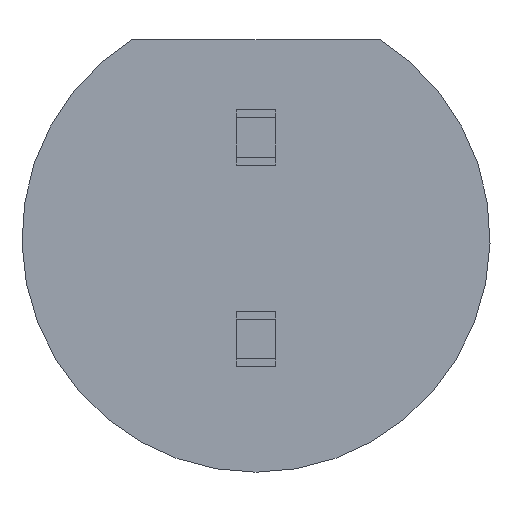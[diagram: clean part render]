
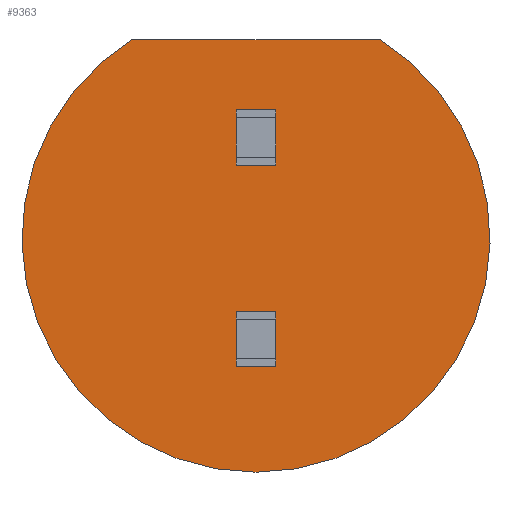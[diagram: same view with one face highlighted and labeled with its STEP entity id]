
A CAD part, front view. The second image highlights one B-rep face of the part: STEP entity #9363.
In plain terms, the highlighted planar face has unit normal (0, -1, 0).
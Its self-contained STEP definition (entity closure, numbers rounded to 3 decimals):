
#8530 = VERTEX_POINT ( 'NONE', #17252 ) ;
#8590 = EDGE_CURVE ( 'NONE', #8530, #8601, #17428, .T. ) ;
#8601 = VERTEX_POINT ( 'NONE', #17484 ) ;
#8925 = VERTEX_POINT ( 'NONE', #18529 ) ;
#8927 = EDGE_CURVE ( 'NONE', #8925, #8928, #18584, .T. ) ;
#8928 = VERTEX_POINT ( 'NONE', #18580 ) ;
#9245 = ORIENTED_EDGE ( 'NONE', *, *, #9430, .T. ) ;
#9247 = VERTEX_POINT ( 'NONE', #19525 ) ;
#9252 = VERTEX_POINT ( 'NONE', #19523 ) ;
#9355 = EDGE_LOOP ( 'NONE', ( #9356, #9359, #9360 ) ) ;
#9356 = ORIENTED_EDGE ( 'NONE', *, *, #9357, .F. ) ;
#9357 = EDGE_CURVE ( 'NONE', #8530, #9358, #19804, .T. ) ;
#9358 = VERTEX_POINT ( 'NONE', #19800 ) ;
#9359 = ORIENTED_EDGE ( 'NONE', *, *, #8590, .T. ) ;
#9360 = ORIENTED_EDGE ( 'NONE', *, *, #9361, .T. ) ;
#9361 = EDGE_CURVE ( 'NONE', #8601, #9358, #19798, .T. ) ;
#9363 = ADVANCED_FACE ( 'NONE', ( #19799, #19793, #19792 ), #19836, .T. ) ;
#9364 = EDGE_LOOP ( 'NONE', ( #9365, #9368, #9371, #9373 ) ) ;
#9365 = ORIENTED_EDGE ( 'NONE', *, *, #9366, .T. ) ;
#9366 = EDGE_CURVE ( 'NONE', #8925, #9367, #19831, .T. ) ;
#9367 = VERTEX_POINT ( 'NONE', #19827 ) ;
#9368 = ORIENTED_EDGE ( 'NONE', *, *, #9369, .T. ) ;
#9369 = EDGE_CURVE ( 'NONE', #9367, #9370, #19826, .T. ) ;
#9370 = VERTEX_POINT ( 'NONE', #19822 ) ;
#9371 = ORIENTED_EDGE ( 'NONE', *, *, #9372, .F. ) ;
#9372 = EDGE_CURVE ( 'NONE', #8928, #9370, #19821, .T. ) ;
#9373 = ORIENTED_EDGE ( 'NONE', *, *, #8927, .F. ) ;
#9374 = EDGE_LOOP ( 'NONE', ( #9375, #9245, #9432, #9435 ) ) ;
#9375 = ORIENTED_EDGE ( 'NONE', *, *, #9376, .F. ) ;
#9376 = EDGE_CURVE ( 'NONE', #9252, #9247, #19817, .T. ) ;
#9430 = EDGE_CURVE ( 'NONE', #9252, #9431, #20038, .T. ) ;
#9431 = VERTEX_POINT ( 'NONE', #20031 ) ;
#9432 = ORIENTED_EDGE ( 'NONE', *, *, #9433, .T. ) ;
#9433 = EDGE_CURVE ( 'NONE', #9431, #9434, #20030, .T. ) ;
#9434 = VERTEX_POINT ( 'NONE', #20026 ) ;
#9435 = ORIENTED_EDGE ( 'NONE', *, *, #9436, .F. ) ;
#9436 = EDGE_CURVE ( 'NONE', #9247, #9434, #20025, .T. ) ;
#17252 = CARTESIAN_POINT ( 'NONE',  ( -1.566, -1., 2.5 ) ) ;
#17424 = DIRECTION ( 'NONE',  ( 1., 0., 0. ) ) ;
#17425 = DIRECTION ( 'NONE',  ( 0., -1., 0. ) ) ;
#17426 = CARTESIAN_POINT ( 'NONE',  ( 0., -1., 0. ) ) ;
#17427 = AXIS2_PLACEMENT_3D ( 'NONE', #17426, #17425, #17424 ) ;
#17428 = CIRCLE ( 'NONE', #17427, 2.95 ) ;
#17484 = CARTESIAN_POINT ( 'NONE',  ( 0., -1., -2.95 ) ) ;
#18529 = CARTESIAN_POINT ( 'NONE',  ( 0.25, -1., -1.52 ) ) ;
#18580 = CARTESIAN_POINT ( 'NONE',  ( 0.25, -1., -1.02 ) ) ;
#18581 = DIRECTION ( 'NONE',  ( 0., 0., 1. ) ) ;
#18582 = VECTOR ( 'NONE', #18581, 1000. ) ;
#18583 = CARTESIAN_POINT ( 'NONE',  ( 0.25, -1., -21.275 ) ) ;
#18584 = LINE ( 'NONE', #18583, #18582 ) ;
#19523 = CARTESIAN_POINT ( 'NONE',  ( 0.25, -1., 1.02 ) ) ;
#19525 = CARTESIAN_POINT ( 'NONE',  ( 0.25, -1., 1.52 ) ) ;
#19792 = FACE_OUTER_BOUND ( 'NONE', #9355, .T. ) ;
#19793 = FACE_BOUND ( 'NONE', #9374, .T. ) ;
#19794 = DIRECTION ( 'NONE',  ( 1., 0., 0. ) ) ;
#19795 = DIRECTION ( 'NONE',  ( 0., -1., 0. ) ) ;
#19796 = CARTESIAN_POINT ( 'NONE',  ( 0., -1., 0. ) ) ;
#19797 = AXIS2_PLACEMENT_3D ( 'NONE', #19796, #19795, #19794 ) ;
#19798 = CIRCLE ( 'NONE', #19797, 2.95 ) ;
#19799 = FACE_BOUND ( 'NONE', #9364, .T. ) ;
#19800 = CARTESIAN_POINT ( 'NONE',  ( 1.566, -1., 2.5 ) ) ;
#19801 = DIRECTION ( 'NONE',  ( 1., 0., 0. ) ) ;
#19802 = VECTOR ( 'NONE', #19801, 1000. ) ;
#19803 = CARTESIAN_POINT ( 'NONE',  ( -1.566, -1., 2.5 ) ) ;
#19804 = LINE ( 'NONE', #19803, #19802 ) ;
#19814 = DIRECTION ( 'NONE',  ( 0., 0., 1. ) ) ;
#19815 = VECTOR ( 'NONE', #19814, 1000. ) ;
#19816 = CARTESIAN_POINT ( 'NONE',  ( 0.25, -1., -21.275 ) ) ;
#19817 = LINE ( 'NONE', #19816, #19815 ) ;
#19818 = DIRECTION ( 'NONE',  ( -1., 0., 0. ) ) ;
#19819 = VECTOR ( 'NONE', #19818, 1000. ) ;
#19820 = CARTESIAN_POINT ( 'NONE',  ( 0.25, -1., -1.02 ) ) ;
#19821 = LINE ( 'NONE', #19820, #19819 ) ;
#19822 = CARTESIAN_POINT ( 'NONE',  ( -0.25, -1., -1.02 ) ) ;
#19823 = DIRECTION ( 'NONE',  ( 0., 0., 1. ) ) ;
#19824 = VECTOR ( 'NONE', #19823, 1000. ) ;
#19825 = CARTESIAN_POINT ( 'NONE',  ( -0.25, -1., -21.275 ) ) ;
#19826 = LINE ( 'NONE', #19825, #19824 ) ;
#19827 = CARTESIAN_POINT ( 'NONE',  ( -0.25, -1., -1.52 ) ) ;
#19828 = DIRECTION ( 'NONE',  ( -1., 0., 0. ) ) ;
#19829 = VECTOR ( 'NONE', #19828, 1000. ) ;
#19830 = CARTESIAN_POINT ( 'NONE',  ( 0.25, -1., -1.52 ) ) ;
#19831 = LINE ( 'NONE', #19830, #19829 ) ;
#19832 = DIRECTION ( 'NONE',  ( 1., 0., 0. ) ) ;
#19833 = DIRECTION ( 'NONE',  ( 0., -1., 0. ) ) ;
#19834 = CARTESIAN_POINT ( 'NONE',  ( 0., -1., 0. ) ) ;
#19835 = AXIS2_PLACEMENT_3D ( 'NONE', #19834, #19833, #19832 ) ;
#19836 = PLANE ( 'NONE',  #19835 ) ;
#20022 = DIRECTION ( 'NONE',  ( -1., 0., 0. ) ) ;
#20023 = VECTOR ( 'NONE', #20022, 1000. ) ;
#20024 = CARTESIAN_POINT ( 'NONE',  ( 0.25, -1., 1.52 ) ) ;
#20025 = LINE ( 'NONE', #20024, #20023 ) ;
#20026 = CARTESIAN_POINT ( 'NONE',  ( -0.25, -1., 1.52 ) ) ;
#20027 = DIRECTION ( 'NONE',  ( 0., 0., 1. ) ) ;
#20028 = VECTOR ( 'NONE', #20027, 1000. ) ;
#20029 = CARTESIAN_POINT ( 'NONE',  ( -0.25, -1., -21.275 ) ) ;
#20030 = LINE ( 'NONE', #20029, #20028 ) ;
#20031 = CARTESIAN_POINT ( 'NONE',  ( -0.25, -1., 1.02 ) ) ;
#20032 = DIRECTION ( 'NONE',  ( -1., 0., 0. ) ) ;
#20033 = VECTOR ( 'NONE', #20032, 1000. ) ;
#20034 = CARTESIAN_POINT ( 'NONE',  ( 0.25, -1., 1.02 ) ) ;
#20038 = LINE ( 'NONE', #20034, #20033 ) ;
